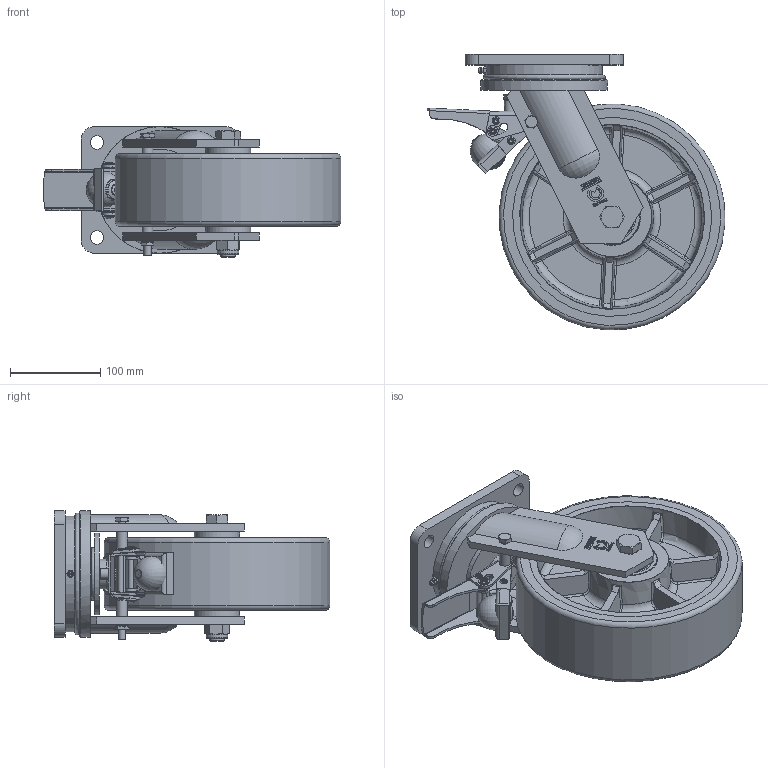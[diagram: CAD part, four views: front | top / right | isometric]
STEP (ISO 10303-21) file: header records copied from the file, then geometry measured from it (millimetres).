
FILE_DESCRIPTION (( 'STEP AP214' ), '1' );
FILE_NAME ('nHB-PUZG-250-K-3-DSV-B80.STEP', '2019-08-08T09:14:15', ( '' ), ( '' ), 'SwSTEP 2.0', 'SolidWorks 2018', '' );
FILE_SCHEMA (( 'AUTOMOTIVE_DESIGN' ));
Length unit declared in the file: millimetre
Products named in the file (1): nHB-PUZG-250-K-3-DSV-B80
Bounding box: 329.37 x 304.79 x 144.5 mm (x, y, z)
Volume: 3295976.9 mm3; surface area: 686477.1 mm2
Topology: 44 solids, 44 shells, 1263 faces, 3130 edges, 2015 vertices
Faces by surface type: plane 544, bspline 308, cylinder 210, cone 108, torus 89, sphere 4
Full cylindrical faces by diameter (mm): 4 x4, 5.8 x4, 6 x14, 6.3 x2, 6.8 x1, 8 x4, 8.2 x2, 8.376 x2, 8.4 x2, 8.5 x7, 9.8 x1, 10 x1, 11.8 x2, 12 x3, 14 x1, 15 x4, 16 x2, 16.2 x4, 17 x1, 18.286 x1, 20 x1, 22.38 x1, 23.6 x1, 24 x3, 28 x1, 33 x1, 35 x4, 36 x1, 42 x1, 43.8 x8
Entity records: 61754 total; most frequent: CARTESIAN_POINT 20839, ORIENTED_EDGE 5768, DIRECTION 4492, EDGE_CURVE 2884, VERTEX_POINT 1962, EDGE_LOOP 1620, AXIS2_PLACEMENT_3D 1591, FACE_OUTER_BOUND 1404
